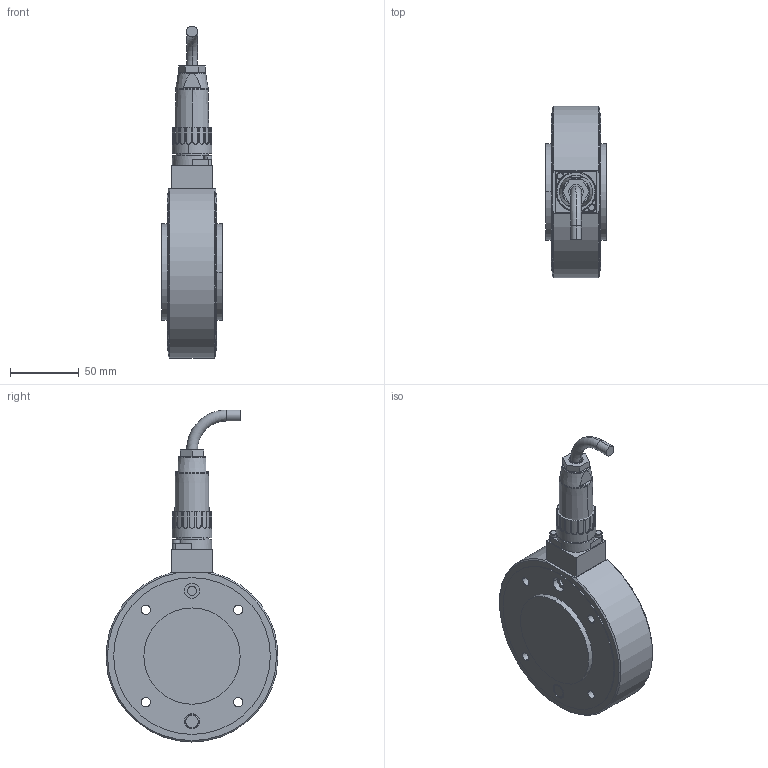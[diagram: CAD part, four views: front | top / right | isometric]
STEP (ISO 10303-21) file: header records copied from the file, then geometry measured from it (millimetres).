
FILE_DESCRIPTION((''),'2;1');
FILE_NAME('48996a.stp','2007-09-06T08:14:29',(''),(''),'Mechanical Desktop 2007','Mechanical Desktop 2007',', , ');
FILE_SCHEMA(('CONFIG_CONTROL_DESIGN'));
Length unit declared in the file: millimetre
Products named in the file (32): L48996; L4899503; TEIL1AAA; L49009; TEIL1; L47956; TEIL1AA; L4340303; TEIL1AAAAA; B49027; TEIL1AAAA; KABELDOSE_KUNSTST_7P_KPL; TEIL1A; TEIL2; TEIL3; FLANSCHSTECKER_KUNSTST_7PA; FLANSCHSTECKER_KUNSTST_7P; TEIL4; Kabeldose_Kunstst_7p_kpl|AVE_RENDER; Kabeldose_Kunstst_7p_kpl|AVE_GLOBAL; Kabeldose_Kunstst_7p_kpl|RM_SDB; V_RING_V20A; V_RING_V20AA; I-6KT_SCHRAUBE_M3X25; I-6KT_SCHRAUBE_M3X25A; I-6KT_SCHRAUBE_M6X30KURZA; I-6KT_SCHRAUBE_M6X30KURZ; SICHERUNGSRING_J35A; SICHERUNGSRING_J35; PENDELKUGELLAGER_2202TV; PENDELKUGELLAGER_2202TVA; RM_SDB
Assembly tree (42 placements, depth 4):
  L48996
    L4899503
      TEIL1AAA
    L49009
      TEIL1
    L47956
      TEIL1AA
    L4340303  x2
      TEIL1AAAAA
    B49027
      TEIL1AAAA
    KABELDOSE_KUNSTST_7P_KPL
      TEIL1A
      TEIL2
      TEIL3
      FLANSCHSTECKER_KUNSTST_7PA
        FLANSCHSTECKER_KUNSTST_7P
      TEIL4
      Kabeldose_Kunstst_7p_kpl|AVE_RENDER  x8
      Kabeldose_Kunstst_7p_kpl|AVE_GLOBAL
      Kabeldose_Kunstst_7p_kpl|RM_SDB  x3
    V_RING_V20A
      V_RING_V20AA
    I-6KT_SCHRAUBE_M3X25  x2
      I-6KT_SCHRAUBE_M3X25A
    I-6KT_SCHRAUBE_M6X30KURZA
      I-6KT_SCHRAUBE_M6X30KURZ
    SICHERUNGSRING_J35A
      SICHERUNGSRING_J35
    PENDELKUGELLAGER_2202TV
      PENDELKUGELLAGER_2202TVA
    RM_SDB
Bounding box: 44.1 x 124.89 x 241.5 mm (x, y, z)
Volume: 474990.6 mm3; surface area: 142015.8 mm2
Topology: 17 solids, 17 shells, 403 faces, 1072 edges, 724 vertices
Faces by surface type: cylinder 235, plane 128, torus 20, cone 18, bspline 2
Entity records: 13789 total; most frequent: CARTESIAN_POINT 3779, DIRECTION 2128, ORIENTED_EDGE 1918, EDGE_CURVE 959, AXIS2_PLACEMENT_3D 866, VERTEX_POINT 649, CIRCLE 465, EDGE_LOOP 458
